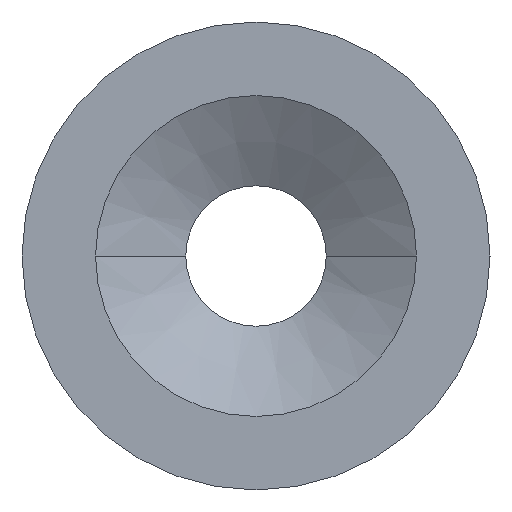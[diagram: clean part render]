
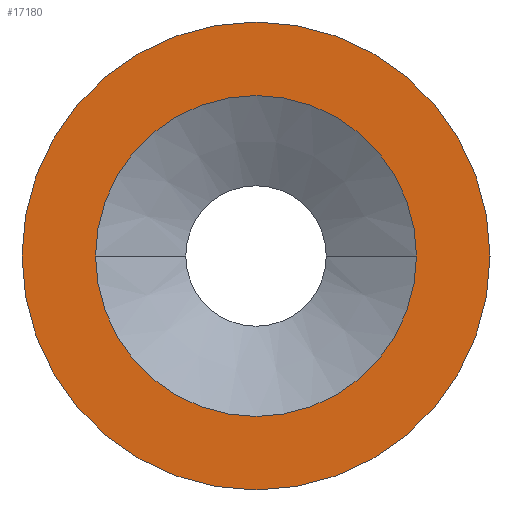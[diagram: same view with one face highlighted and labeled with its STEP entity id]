
A CAD part, left-side view. The second image highlights one B-rep face of the part: STEP entity #17180.
In plain terms, the highlighted planar face has unit normal (-1, 0, 0).
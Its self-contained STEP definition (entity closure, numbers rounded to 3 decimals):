
#16630=CARTESIAN_POINT('',(-22.852,-17.688,
0.));
#16640=VERTEX_POINT('',#16630);
#16720=CARTESIAN_POINT('',(-22.852,-20.088,
0.));
#16730=VERTEX_POINT('',#16720);
#16760=CARTESIAN_POINT('',(-22.852,-18.888,
0.));
#16770=DIRECTION('',(1.,0.,0.));
#16780=DIRECTION('',(0.,-1.,0.));
#16790=AXIS2_PLACEMENT_3D('',#16760,#16770,#16780);
#16800=CIRCLE('',#16790,1.2);
#16810=EDGE_CURVE('',#16730,#16640,#16800,.T.);
#16930=CARTESIAN_POINT('',(-22.852,-18.888,
0.));
#16940=DIRECTION('',(-1.,0.,0.));
#16950=DIRECTION('',(0.,1.,0.));
#16960=AXIS2_PLACEMENT_3D('',#16930,#16940,#16950);
#16970=PLANE('',#16960);
#16980=EDGE_CURVE('',#16640,#16730,#16800,.T.);
#16990=ORIENTED_EDGE('',*,*,#16980,.T.);
#17000=ORIENTED_EDGE('',*,*,#16810,.T.);
#17010=EDGE_LOOP('',(#17000,#16990));
#17020=FACE_BOUND('',#17010,.T.);
#17030=CARTESIAN_POINT('',(-22.852,-18.888,
0.));
#17040=DIRECTION('',(1.,0.,0.));
#17050=DIRECTION('',(0.,-1.,0.));
#17060=AXIS2_PLACEMENT_3D('',#17030,#17040,#17050);
#17070=CIRCLE('',#17060,1.75);
#17080=CARTESIAN_POINT('',(-22.852,-20.638,
0.));
#17090=VERTEX_POINT('',#17080);
#17100=CARTESIAN_POINT('',(-22.852,-17.138,
0.));
#17110=VERTEX_POINT('',#17100);
#17120=EDGE_CURVE('',#17090,#17110,#17070,.T.);
#17130=ORIENTED_EDGE('',*,*,#17120,.F.);
#17140=EDGE_CURVE('',#17110,#17090,#17070,.T.);
#17150=ORIENTED_EDGE('',*,*,#17140,.F.);
#17160=EDGE_LOOP('',(#17150,#17130));
#17170=FACE_OUTER_BOUND('',#17160,.T.);
#17180=ADVANCED_FACE('',(#17020,#17170),#16970,.T.);
